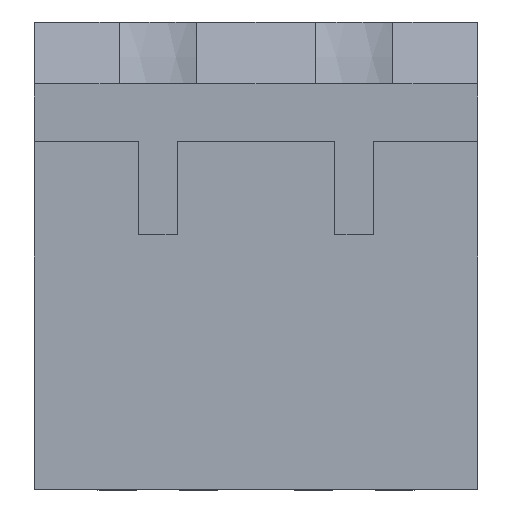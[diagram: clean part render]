
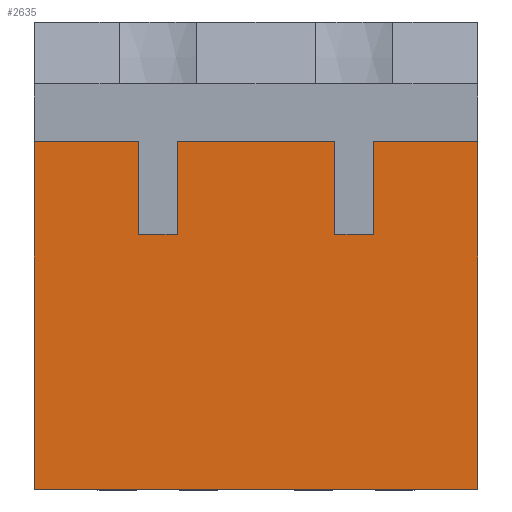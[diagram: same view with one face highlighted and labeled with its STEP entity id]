
A CAD part, top view. The second image highlights one B-rep face of the part: STEP entity #2635.
In plain terms, the highlighted planar face has unit normal (0, 0, 1).
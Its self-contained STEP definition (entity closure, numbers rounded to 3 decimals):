
#221=FACE_OUTER_BOUND('',#360,.T.);
#360=EDGE_LOOP('',(#2231,#2232,#2233,#2234,#2235,#2236,#2237,#2238,#2239,
#2240,#2241,#2242));
#388=LINE('',#3504,#724);
#442=LINE('',#3736,#778);
#446=LINE('',#3745,#782);
#449=LINE('',#3749,#785);
#521=LINE('',#3917,#857);
#571=LINE('',#4032,#907);
#624=LINE('',#4262,#960);
#628=LINE('',#4271,#964);
#631=LINE('',#4275,#967);
#694=LINE('',#4421,#1030);
#696=LINE('',#4424,#1032);
#697=LINE('',#4425,#1033);
#724=VECTOR('',#2840,1000.);
#778=VECTOR('',#2934,1000.);
#782=VECTOR('',#2940,1000.);
#785=VECTOR('',#2945,1000.);
#857=VECTOR('',#3081,1000.);
#907=VECTOR('',#3183,1000.);
#960=VECTOR('',#3276,1000.);
#964=VECTOR('',#3282,1000.);
#967=VECTOR('',#3287,1000.);
#1030=VECTOR('',#3418,1000.);
#1032=VECTOR('',#3422,1000.);
#1033=VECTOR('',#3423,1000.);
#1060=VERTEX_POINT('',#3501);
#1061=VERTEX_POINT('',#3503);
#1096=VERTEX_POINT('',#3733);
#1097=VERTEX_POINT('',#3735);
#1100=VERTEX_POINT('',#3742);
#1101=VERTEX_POINT('',#3744);
#1197=VERTEX_POINT('',#4029);
#1198=VERTEX_POINT('',#4031);
#1232=VERTEX_POINT('',#4259);
#1233=VERTEX_POINT('',#4261);
#1236=VERTEX_POINT('',#4268);
#1237=VERTEX_POINT('',#4270);
#1294=EDGE_CURVE('',#1060,#1061,#388,.T.);
#1350=EDGE_CURVE('',#1097,#1096,#442,.T.);
#1354=EDGE_CURVE('',#1100,#1101,#446,.T.);
#1357=EDGE_CURVE('',#1101,#1096,#449,.T.);
#1437=EDGE_CURVE('',#1061,#1100,#521,.T.);
#1496=EDGE_CURVE('',#1198,#1197,#571,.T.);
#1551=EDGE_CURVE('',#1232,#1233,#624,.T.);
#1555=EDGE_CURVE('',#1237,#1236,#628,.T.);
#1558=EDGE_CURVE('',#1236,#1233,#631,.T.);
#1628=EDGE_CURVE('',#1197,#1237,#694,.T.);
#1630=EDGE_CURVE('',#1198,#1060,#696,.T.);
#1631=EDGE_CURVE('',#1232,#1097,#697,.T.);
#2231=ORIENTED_EDGE('',*,*,#1630,.F.);
#2232=ORIENTED_EDGE('',*,*,#1496,.T.);
#2233=ORIENTED_EDGE('',*,*,#1628,.T.);
#2234=ORIENTED_EDGE('',*,*,#1555,.T.);
#2235=ORIENTED_EDGE('',*,*,#1558,.T.);
#2236=ORIENTED_EDGE('',*,*,#1551,.F.);
#2237=ORIENTED_EDGE('',*,*,#1631,.T.);
#2238=ORIENTED_EDGE('',*,*,#1350,.T.);
#2239=ORIENTED_EDGE('',*,*,#1357,.F.);
#2240=ORIENTED_EDGE('',*,*,#1354,.F.);
#2241=ORIENTED_EDGE('',*,*,#1437,.F.);
#2242=ORIENTED_EDGE('',*,*,#1294,.F.);
#2500=PLANE('',#2803);
#2635=ADVANCED_FACE('',(#221),#2500,.T.);
#2803=AXIS2_PLACEMENT_3D('',#4423,#3420,#3421);
#2840=DIRECTION('',(0.,1.,0.));
#2934=DIRECTION('',(0.,-1.,0.));
#2940=DIRECTION('',(0.,-1.,0.));
#2945=DIRECTION('',(1.,0.,0.));
#3081=DIRECTION('',(1.,0.,0.));
#3183=DIRECTION('',(0.,1.,0.));
#3276=DIRECTION('',(0.,-1.,0.));
#3282=DIRECTION('',(0.,-1.,0.));
#3287=DIRECTION('',(-1.,0.,0.));
#3418=DIRECTION('',(-1.,0.,0.));
#3420=DIRECTION('center_axis',(0.,0.,
1.));
#3421=DIRECTION('ref_axis',(1.,0.,0.));
#3422=DIRECTION('',(-1.,0.,0.));
#3423=DIRECTION('',(-1.,0.,0.));
#3501=CARTESIAN_POINT('',(-0.08,0.,7.8));
#3503=CARTESIAN_POINT('',(-0.08,9.,7.8));
#3504=CARTESIAN_POINT('',(-0.08,9.,7.8));
#3733=CARTESIAN_POINT('',(3.62,6.6,7.8));
#3735=CARTESIAN_POINT('',(3.62,9.,7.8));
#3736=CARTESIAN_POINT('',(3.62,9.,7.8));
#3742=CARTESIAN_POINT('',(2.62,9.,7.8));
#3744=CARTESIAN_POINT('',(2.62,6.6,7.8));
#3745=CARTESIAN_POINT('',(2.62,9.,7.8));
#3749=CARTESIAN_POINT('',(2.62,6.6,7.8));
#3917=CARTESIAN_POINT('',(-0.08,9.,7.8));
#4029=CARTESIAN_POINT('',(11.4,9.,7.8));
#4031=CARTESIAN_POINT('',(11.4,0.,7.8));
#4032=CARTESIAN_POINT('',(11.4,9.,7.8));
#4259=CARTESIAN_POINT('',(7.7,9.,7.8));
#4261=CARTESIAN_POINT('',(7.7,6.6,7.8));
#4262=CARTESIAN_POINT('',(7.7,9.,7.8));
#4268=CARTESIAN_POINT('',(8.7,6.6,7.8));
#4270=CARTESIAN_POINT('',(8.7,9.,7.8));
#4271=CARTESIAN_POINT('',(8.7,9.,7.8));
#4275=CARTESIAN_POINT('',(8.7,6.6,7.8));
#4421=CARTESIAN_POINT('',(11.4,9.,7.8));
#4423=CARTESIAN_POINT('Origin',(11.4,9.,7.8));
#4424=CARTESIAN_POINT('',(11.4,0.,7.8));
#4425=CARTESIAN_POINT('',(11.4,9.,7.8));
